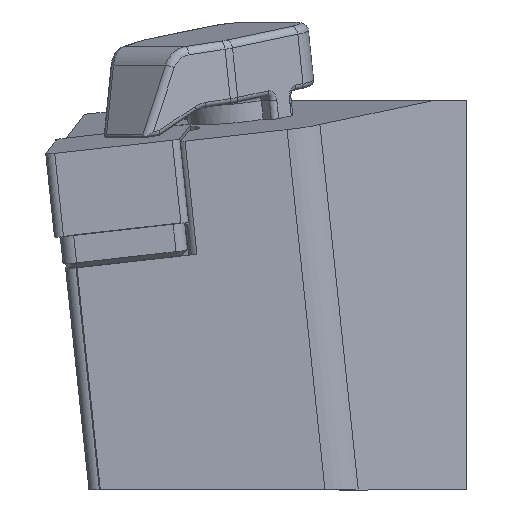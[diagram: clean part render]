
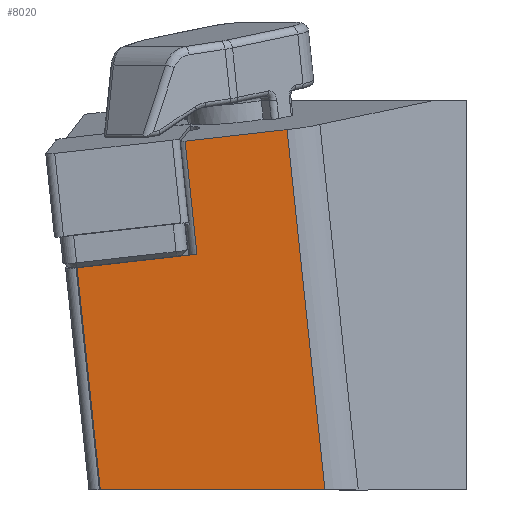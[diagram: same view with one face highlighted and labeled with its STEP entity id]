
A CAD part, left-side view. The second image highlights one B-rep face of the part: STEP entity #8020.
In plain terms, the highlighted planar face has unit normal (-0.992, -0.087, -0.096).
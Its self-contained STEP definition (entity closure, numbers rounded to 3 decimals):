
#208 = VERTEX_POINT ( 'NONE', #3468 ) ;
#289 = VERTEX_POINT ( 'NONE', #5359 ) ;
#499 = FACE_OUTER_BOUND ( 'NONE', #6761, .T. ) ;
#533 = ORIENTED_EDGE ( 'NONE', *, *, #5818, .T. ) ;
#1033 = CARTESIAN_POINT ( 'NONE',  ( -135.36, -37.552, 17.621 ) ) ;
#1201 = CARTESIAN_POINT ( 'NONE',  ( -137.351, -11.553, 14.678 ) ) ;
#1303 = DIRECTION ( 'NONE',  ( -0.992, -0.087, -0.096 ) ) ;
#1528 = EDGE_CURVE ( 'NONE', #289, #3822, #3725, .T. ) ;
#1548 = ORIENTED_EDGE ( 'NONE', *, *, #5151, .T. ) ;
#1725 = LINE ( 'NONE', #7404, #6124 ) ;
#2388 = VERTEX_POINT ( 'NONE', #7819 ) ;
#2611 = DIRECTION ( 'NONE',  ( -0.096, 0., 0.995 ) ) ;
#2823 = EDGE_CURVE ( 'NONE', #289, #5141, #1725, .T. ) ;
#2910 = CARTESIAN_POINT ( 'NONE',  ( -132.986, -24.851, -18.5 ) ) ;
#3106 = AXIS2_PLACEMENT_3D ( 'NONE', #7842, #1303, #2611 ) ;
#3383 = ORIENTED_EDGE ( 'NONE', *, *, #2823, .F. ) ;
#3468 = CARTESIAN_POINT ( 'NONE',  ( -134.855, -3.49, -18.5 ) ) ;
#3538 = VECTOR ( 'NONE', #5844, 1000. ) ;
#3577 = CARTESIAN_POINT ( 'NONE',  ( -162.907, 24.407, 246.93 ) ) ;
#3698 = DIRECTION ( 'NONE',  ( 0.087, -0.996, 0. ) ) ;
#3725 = LINE ( 'NONE', #1033, #8371 ) ;
#3822 = VERTEX_POINT ( 'NONE', #1201 ) ;
#4024 = DIRECTION ( 'NONE',  ( 0.105, -0.104, -0.989 ) ) ;
#4054 = VECTOR ( 'NONE', #3698, 1000. ) ;
#4877 = ORIENTED_EDGE ( 'NONE', *, *, #1528, .T. ) ;
#5009 = EDGE_CURVE ( 'NONE', #2388, #8186, #5290, .T. ) ;
#5097 = CARTESIAN_POINT ( 'NONE',  ( -137.908, -10.999, 19.949 ) ) ;
#5141 = VERTEX_POINT ( 'NONE', #2910 ) ;
#5151 = EDGE_CURVE ( 'NONE', #2388, #208, #6193, .T. ) ;
#5212 = DIRECTION ( 'NONE',  ( 0.105, -0.104, -0.989 ) ) ;
#5290 = LINE ( 'NONE', #7117, #3538 ) ;
#5359 = CARTESIAN_POINT ( 'NONE',  ( -136.608, -21.248, 15.776 ) ) ;
#5621 = CARTESIAN_POINT ( 'NONE',  ( -136.214, -12.684, 3.917 ) ) ;
#5818 = EDGE_CURVE ( 'NONE', #208, #5141, #5843, .T. ) ;
#5843 = LINE ( 'NONE', #8358, #4054 ) ;
#5844 = DIRECTION ( 'NONE',  ( 0.076, -0.991, 0.112 ) ) ;
#6124 = VECTOR ( 'NONE', #4024, 1000. ) ;
#6193 = LINE ( 'NONE', #3577, #6513 ) ;
#6513 = VECTOR ( 'NONE', #6674, 1000. ) ;
#6674 = DIRECTION ( 'NONE',  ( 0.105, -0.104, -0.989 ) ) ;
#6761 = EDGE_LOOP ( 'NONE', ( #7539, #8412, #1548, #533, #3383, #4877 ) ) ;
#6886 = DIRECTION ( 'NONE',  ( -0.076, 0.991, -0.112 ) ) ;
#6948 = VECTOR ( 'NONE', #5212, 1000. ) ;
#7117 = CARTESIAN_POINT ( 'NONE',  ( -137.088, -1.27, 2.625 ) ) ;
#7404 = CARTESIAN_POINT ( 'NONE',  ( -161.29, 3.298, 249.319 ) ) ;
#7539 = ORIENTED_EDGE ( 'NONE', *, *, #8414, .T. ) ;
#7735 = PLANE ( 'NONE',  #3106 ) ;
#7819 = CARTESIAN_POINT ( 'NONE',  ( -137.088, -1.27, 2.625 ) ) ;
#7842 = CARTESIAN_POINT ( 'NONE',  ( -162.907, 24.407, 246.93 ) ) ;
#8020 = ADVANCED_FACE ( 'NONE', ( #499 ), #7735, .T. ) ;
#8090 = LINE ( 'NONE', #5097, #6948 ) ;
#8186 = VERTEX_POINT ( 'NONE', #5621 ) ;
#8358 = CARTESIAN_POINT ( 'NONE',  ( -131.864, -37.673, -18.5 ) ) ;
#8371 = VECTOR ( 'NONE', #6886, 1000. ) ;
#8412 = ORIENTED_EDGE ( 'NONE', *, *, #5009, .F. ) ;
#8414 = EDGE_CURVE ( 'NONE', #3822, #8186, #8090, .T. ) ;
